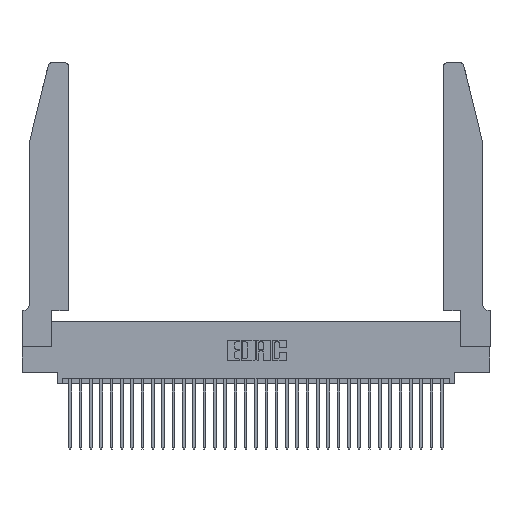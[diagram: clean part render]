
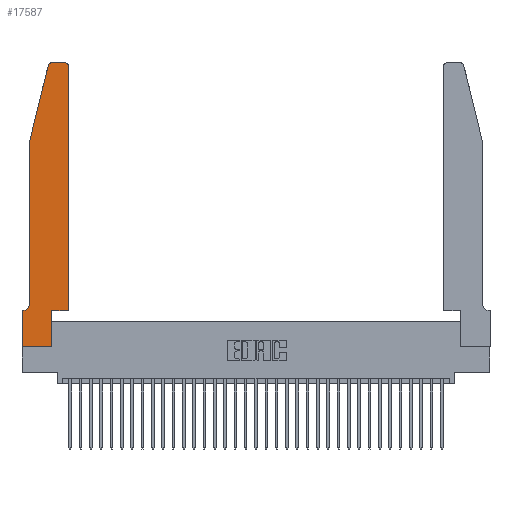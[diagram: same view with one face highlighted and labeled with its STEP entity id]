
A CAD part, top view. The second image highlights one B-rep face of the part: STEP entity #17587.
In plain terms, the highlighted planar face has unit normal (0, 0, 1).
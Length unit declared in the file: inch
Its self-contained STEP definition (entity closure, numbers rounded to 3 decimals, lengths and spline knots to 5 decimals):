
#250 = VECTOR ( 'NONE', #34220, 39.37008 ) ;
#495 = DIRECTION ( 'NONE',  ( 1., 0., 0. ) ) ;
#913 = ORIENTED_EDGE ( 'NONE', *, *, #22342, .T. ) ;
#1281 = CARTESIAN_POINT ( 'NONE',  ( 0.0755, 0.35, 0.37 ) ) ;
#1731 = DIRECTION ( 'NONE',  ( 0., 1., 0. ) ) ;
#2338 = VERTEX_POINT ( 'NONE', #2387 ) ;
#2387 = CARTESIAN_POINT ( 'NONE',  ( 0.284, 2.75, 0.37 ) ) ;
#2390 = LINE ( 'NONE', #13576, #30021 ) ;
#2441 = VERTEX_POINT ( 'NONE', #24322 ) ;
#2518 = EDGE_CURVE ( 'NONE', #33745, #19247, #13435, .T. ) ;
#2691 = VERTEX_POINT ( 'NONE', #33184 ) ;
#3022 = VERTEX_POINT ( 'NONE', #9264 ) ;
#3140 = AXIS2_PLACEMENT_3D ( 'NONE', #29080, #13151, #31725 ) ;
#3631 = CARTESIAN_POINT ( 'NONE',  ( 0., 0.35, 0.37 ) ) ;
#4100 = DIRECTION ( 'NONE',  ( -1., 0., 0. ) ) ;
#4498 = CARTESIAN_POINT ( 'NONE',  ( 0.0755, 2., 0.37 ) ) ;
#5105 = VECTOR ( 'NONE', #26306, 39.37008 ) ;
#5482 = VERTEX_POINT ( 'NONE', #32909 ) ;
#5744 = FACE_OUTER_BOUND ( 'NONE', #14439, .T. ) ;
#5972 = CARTESIAN_POINT ( 'NONE',  ( 0.25487, 2.72718, 0.37 ) ) ;
#6117 = CARTESIAN_POINT ( 'NONE',  ( 0.4505, 0.35, 0.37 ) ) ;
#6467 = CARTESIAN_POINT ( 'NONE',  ( 0.0055, 0.42, 0.37 ) ) ;
#6500 = CARTESIAN_POINT ( 'NONE',  ( 0.4205, 2.75, 0.37 ) ) ;
#7050 = VECTOR ( 'NONE', #1731, 39.37008 ) ;
#7158 = VECTOR ( 'NONE', #27242, 39.37008 ) ;
#7201 = EDGE_CURVE ( 'NONE', #28558, #3022, #9260, .T. ) ;
#7856 = EDGE_CURVE ( 'NONE', #20727, #33745, #2390, .T. ) ;
#7890 = LINE ( 'NONE', #33718, #7050 ) ;
#8383 = CARTESIAN_POINT ( 'NONE',  ( 0.2865, 0., 0.37 ) ) ;
#8491 = LINE ( 'NONE', #32582, #21820 ) ;
#9067 = PLANE ( 'NONE',  #23566 ) ;
#9128 = CIRCLE ( 'NONE', #3140, 0.03 ) ;
#9155 = DIRECTION ( 'NONE',  ( -1., 0., 0. ) ) ;
#9260 = LINE ( 'NONE', #15725, #250 ) ;
#9264 = CARTESIAN_POINT ( 'NONE',  ( 0.4505, 2.72, 0.37 ) ) ;
#9853 = EDGE_CURVE ( 'NONE', #2338, #20727, #10344, .T. ) ;
#10344 = CIRCLE ( 'NONE', #28692, 0.03 ) ;
#10346 = ORIENTED_EDGE ( 'NONE', *, *, #16804, .T. ) ;
#11280 = CARTESIAN_POINT ( 'NONE',  ( 0.0755, 2., 0.37 ) ) ;
#11756 = DIRECTION ( 'NONE',  ( 1., 0., 0. ) ) ;
#12459 = ORIENTED_EDGE ( 'NONE', *, *, #2518, .T. ) ;
#12506 = EDGE_CURVE ( 'NONE', #5482, #2441, #20562, .T. ) ;
#12916 = ORIENTED_EDGE ( 'NONE', *, *, #7201, .T. ) ;
#12931 = CARTESIAN_POINT ( 'NONE',  ( 0.2605, 2.75, 0.37 ) ) ;
#13151 = DIRECTION ( 'NONE',  ( 0., 0., 1. ) ) ;
#13435 = LINE ( 'NONE', #11280, #7158 ) ;
#13498 = VECTOR ( 'NONE', #4100, 39.37008 ) ;
#13564 = VERTEX_POINT ( 'NONE', #8383 ) ;
#13576 = CARTESIAN_POINT ( 'NONE',  ( 0.0755, 2., 0.37 ) ) ;
#14439 = EDGE_LOOP ( 'NONE', ( #29407, #24941, #32061, #12459, #26205, #25821, #34200, #913, #10346, #27727, #12916, #23645 ) ) ;
#14804 = CARTESIAN_POINT ( 'NONE',  ( 0.284, 2.72, 0.37 ) ) ;
#15601 = CARTESIAN_POINT ( 'NONE',  ( 0., 0., 0.37 ) ) ;
#15725 = CARTESIAN_POINT ( 'NONE',  ( 0.4505, 0.35, 0.37 ) ) ;
#16265 = DIRECTION ( 'NONE',  ( -0.239, -0.971, 0. ) ) ;
#16804 = EDGE_CURVE ( 'NONE', #13564, #2691, #7890, .T. ) ;
#17484 = DIRECTION ( 'NONE',  ( 1., 0., 0. ) ) ;
#17587 = ADVANCED_FACE ( 'NONE', ( #5744 ), #9067, .T. ) ;
#17597 = CIRCLE ( 'NONE', #27870, 0.07 ) ;
#17602 = VERTEX_POINT ( 'NONE', #6500 ) ;
#17766 = DIRECTION ( 'NONE',  ( 1., 0., 0. ) ) ;
#18151 = CARTESIAN_POINT ( 'NONE',  ( 0., 0., 0.37 ) ) ;
#19247 = VERTEX_POINT ( 'NONE', #32876 ) ;
#20148 = LINE ( 'NONE', #12931, #5105 ) ;
#20562 = LINE ( 'NONE', #1281, #13498 ) ;
#20727 = VERTEX_POINT ( 'NONE', #5972 ) ;
#21312 = LINE ( 'NONE', #31009, #34517 ) ;
#21820 = VECTOR ( 'NONE', #495, 39.37008 ) ;
#22342 = EDGE_CURVE ( 'NONE', #28252, #13564, #21312, .T. ) ;
#23566 = AXIS2_PLACEMENT_3D ( 'NONE', #3631, #27703, #11756 ) ;
#23645 = ORIENTED_EDGE ( 'NONE', *, *, #29729, .T. ) ;
#24322 = CARTESIAN_POINT ( 'NONE',  ( 0., 0.35, 0.37 ) ) ;
#24941 = ORIENTED_EDGE ( 'NONE', *, *, #9853, .T. ) ;
#25041 = EDGE_CURVE ( 'NONE', #2441, #28252, #26289, .T. ) ;
#25100 = DIRECTION ( 'NONE',  ( 0., 0., -1. ) ) ;
#25821 = ORIENTED_EDGE ( 'NONE', *, *, #12506, .T. ) ;
#26183 = DIRECTION ( 'NONE',  ( 0., -1., 0. ) ) ;
#26205 = ORIENTED_EDGE ( 'NONE', *, *, #34227, .T. ) ;
#26289 = LINE ( 'NONE', #18151, #32469 ) ;
#26306 = DIRECTION ( 'NONE',  ( -1., 0., 0. ) ) ;
#27242 = DIRECTION ( 'NONE',  ( 0., -1., 0. ) ) ;
#27703 = DIRECTION ( 'NONE',  ( 0., 0., 1. ) ) ;
#27727 = ORIENTED_EDGE ( 'NONE', *, *, #32733, .T. ) ;
#27870 = AXIS2_PLACEMENT_3D ( 'NONE', #6467, #25100, #9155 ) ;
#28252 = VERTEX_POINT ( 'NONE', #15601 ) ;
#28558 = VERTEX_POINT ( 'NONE', #6117 ) ;
#28692 = AXIS2_PLACEMENT_3D ( 'NONE', #14804, #33344, #17484 ) ;
#29080 = CARTESIAN_POINT ( 'NONE',  ( 0.4205, 2.72, 0.37 ) ) ;
#29407 = ORIENTED_EDGE ( 'NONE', *, *, #33885, .T. ) ;
#29729 = EDGE_CURVE ( 'NONE', #3022, #17602, #9128, .T. ) ;
#30021 = VECTOR ( 'NONE', #16265, 39.37008 ) ;
#31009 = CARTESIAN_POINT ( 'NONE',  ( 0., 0., 0.37 ) ) ;
#31725 = DIRECTION ( 'NONE',  ( 1., 0., 0. ) ) ;
#32061 = ORIENTED_EDGE ( 'NONE', *, *, #7856, .T. ) ;
#32469 = VECTOR ( 'NONE', #26183, 39.37008 ) ;
#32582 = CARTESIAN_POINT ( 'NONE',  ( 0.4505, 0.35, 0.37 ) ) ;
#32733 = EDGE_CURVE ( 'NONE', #2691, #28558, #8491, .T. ) ;
#32876 = CARTESIAN_POINT ( 'NONE',  ( 0.0755, 0.42, 0.37 ) ) ;
#32909 = CARTESIAN_POINT ( 'NONE',  ( 0.0055, 0.35, 0.37 ) ) ;
#33184 = CARTESIAN_POINT ( 'NONE',  ( 0.2865, 0.35, 0.37 ) ) ;
#33344 = DIRECTION ( 'NONE',  ( 0., 0., 1. ) ) ;
#33718 = CARTESIAN_POINT ( 'NONE',  ( 0.2865, 0.35, 0.37 ) ) ;
#33745 = VERTEX_POINT ( 'NONE', #4498 ) ;
#33885 = EDGE_CURVE ( 'NONE', #17602, #2338, #20148, .T. ) ;
#34200 = ORIENTED_EDGE ( 'NONE', *, *, #25041, .T. ) ;
#34220 = DIRECTION ( 'NONE',  ( 0., 1., 0. ) ) ;
#34227 = EDGE_CURVE ( 'NONE', #19247, #5482, #17597, .T. ) ;
#34517 = VECTOR ( 'NONE', #17766, 39.37008 ) ;
